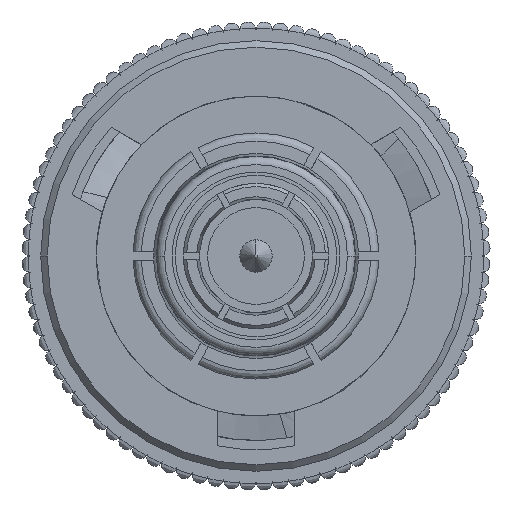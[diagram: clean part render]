
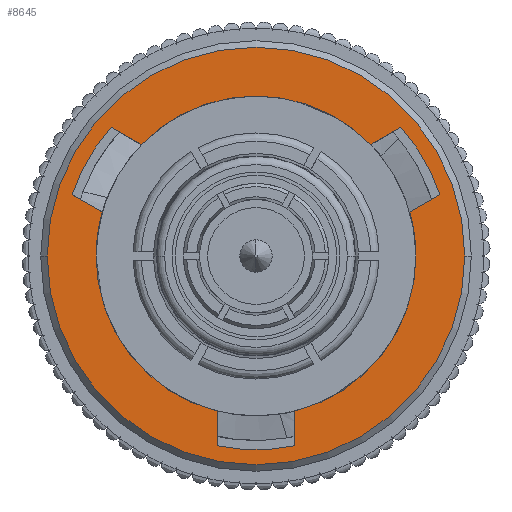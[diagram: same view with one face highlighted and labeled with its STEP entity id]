
A CAD part, left-side view. The second image highlights one B-rep face of the part: STEP entity #8645.
In plain terms, the highlighted face is planar.
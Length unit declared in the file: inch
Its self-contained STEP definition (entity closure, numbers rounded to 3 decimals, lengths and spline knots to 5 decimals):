
#211 = AXIS2_PLACEMENT_3D ( 'NONE', #6105, #25303, #27841 ) ;
#356 = LINE ( 'NONE', #8894, #26902 ) ;
#360 = VERTEX_POINT ( 'NONE', #10208 ) ;
#724 = ORIENTED_EDGE ( 'NONE', *, *, #21052, .T. ) ;
#819 = CARTESIAN_POINT ( 'NONE',  ( 0., -0.1357, -0.14004 ) ) ;
#1032 = DIRECTION ( 'NONE',  ( 0., 0., 1. ) ) ;
#1250 = EDGE_CURVE ( 'NONE', #34203, #25362, #24049, .T. ) ;
#1289 = VERTEX_POINT ( 'NONE', #819 ) ;
#2014 = VECTOR ( 'NONE', #25743, 39.37008 ) ;
#2165 = VERTEX_POINT ( 'NONE', #11234 ) ;
#2223 = CIRCLE ( 'NONE', #30006, 0.195 ) ;
#2494 = EDGE_CURVE ( 'NONE', #35572, #2165, #23699, .T. ) ;
#2525 = ORIENTED_EDGE ( 'NONE', *, *, #11477, .T. ) ;
#2791 = FACE_BOUND ( 'NONE', #20236, .T. ) ;
#2872 = DIRECTION ( 'NONE',  ( 0., 0., 1. ) ) ;
#2980 = VERTEX_POINT ( 'NONE', #27801 ) ;
#3048 = CARTESIAN_POINT ( 'NONE',  ( 0., 0., 0. ) ) ;
#3876 = CARTESIAN_POINT ( 'NONE',  ( 0., 0., 0. ) ) ;
#3944 = DIRECTION ( 'NONE',  ( -1., 0., 0. ) ) ;
#4023 = EDGE_CURVE ( 'NONE', #10516, #29757, #8932, .T. ) ;
#4199 = CARTESIAN_POINT ( 'NONE',  ( 0., 0., 0. ) ) ;
#4380 = AXIS2_PLACEMENT_3D ( 'NONE', #3048, #22074, #19549 ) ;
#4603 = EDGE_CURVE ( 'NONE', #1289, #7625, #22377, .T. ) ;
#4735 = CARTESIAN_POINT ( 'NONE',  ( 0., 0., -0.2545 ) ) ;
#5030 = VECTOR ( 'NONE', #28024, 39.37008 ) ;
#5412 = CARTESIAN_POINT ( 'NONE',  ( 0., -0.15683, -0.17664 ) ) ;
#5967 = AXIS2_PLACEMENT_3D ( 'NONE', #6561, #22874, #14923 ) ;
#6105 = CARTESIAN_POINT ( 'NONE',  ( 0., 0., 0. ) ) ;
#6561 = CARTESIAN_POINT ( 'NONE',  ( 0., 0., 0. ) ) ;
#6802 = CARTESIAN_POINT ( 'NONE',  ( 0., -0.07456, 0.22414 ) ) ;
#6880 = CARTESIAN_POINT ( 'NONE',  ( 0., 0., 0. ) ) ;
#7625 = VERTEX_POINT ( 'NONE', #5412 ) ;
#8369 = CIRCLE ( 'NONE', #13573, 0.195 ) ;
#8431 = DIRECTION ( 'NONE',  ( 0., 0., 1. ) ) ;
#8645 = ADVANCED_FACE ( 'NONE', ( #11141, #2791 ), #19280, .F. ) ;
#8894 = CARTESIAN_POINT ( 'NONE',  ( 0., -0.07456, 0.22414 ) ) ;
#8932 = CIRCLE ( 'NONE', #211, 0.195 ) ;
#9098 = CIRCLE ( 'NONE', #17773, 0.2545 ) ;
#9190 = CARTESIAN_POINT ( 'NONE',  ( 0., 0.2314, -0.0475 ) ) ;
#9652 = LINE ( 'NONE', #26278, #2014 ) ;
#9973 = CARTESIAN_POINT ( 'NONE',  ( 0., 0., 0. ) ) ;
#10208 = CARTESIAN_POINT ( 'NONE',  ( 0., 0., 0.2545 ) ) ;
#10273 = CARTESIAN_POINT ( 'NONE',  ( 0., -0.15683, 0.17664 ) ) ;
#10516 = VERTEX_POINT ( 'NONE', #19755 ) ;
#10836 = AXIS2_PLACEMENT_3D ( 'NONE', #9973, #18301, #34999 ) ;
#10914 = DIRECTION ( 'NONE',  ( 0., -0.5, 0.866 ) ) ;
#10935 = EDGE_LOOP ( 'NONE', ( #26634, #14591 ) ) ;
#11141 = FACE_OUTER_BOUND ( 'NONE', #10935, .T. ) ;
#11166 = DIRECTION ( 'NONE',  ( 0., -0.5, -0.866 ) ) ;
#11234 = CARTESIAN_POINT ( 'NONE',  ( 0., -0.1357, 0.14004 ) ) ;
#11441 = ORIENTED_EDGE ( 'NONE', *, *, #18094, .F. ) ;
#11477 = EDGE_CURVE ( 'NONE', #29757, #24116, #18777, .T. ) ;
#11980 = EDGE_CURVE ( 'NONE', #28169, #2980, #9652, .T. ) ;
#12561 = CIRCLE ( 'NONE', #10836, 0.2545 ) ;
#12942 = VERTEX_POINT ( 'NONE', #6802 ) ;
#13526 = EDGE_CURVE ( 'NONE', #10516, #12942, #356, .T. ) ;
#13573 = AXIS2_PLACEMENT_3D ( 'NONE', #28780, #3944, #1032 ) ;
#13714 = CARTESIAN_POINT ( 'NONE',  ( 0., 0., 0.195 ) ) ;
#13767 = CARTESIAN_POINT ( 'NONE',  ( 0., 0.2314, 0.0475 ) ) ;
#13926 = LINE ( 'NONE', #30959, #19273 ) ;
#14087 = EDGE_CURVE ( 'NONE', #25362, #24116, #18998, .T. ) ;
#14591 = ORIENTED_EDGE ( 'NONE', *, *, #22857, .F. ) ;
#14923 = DIRECTION ( 'NONE',  ( 0., 0., 1. ) ) ;
#15241 = ORIENTED_EDGE ( 'NONE', *, *, #11980, .F. ) ;
#15416 = ORIENTED_EDGE ( 'NONE', *, *, #25299, .F. ) ;
#15434 = ORIENTED_EDGE ( 'NONE', *, *, #14087, .F. ) ;
#15748 = CARTESIAN_POINT ( 'NONE',  ( 0., -0.15683, 0.17664 ) ) ;
#17204 = DIRECTION ( 'NONE',  ( 1., 0., 0. ) ) ;
#17548 = CARTESIAN_POINT ( 'NONE',  ( 0., 0., 0. ) ) ;
#17583 = ORIENTED_EDGE ( 'NONE', *, *, #34093, .F. ) ;
#17770 = ORIENTED_EDGE ( 'NONE', *, *, #1250, .F. ) ;
#17773 = AXIS2_PLACEMENT_3D ( 'NONE', #24249, #32609, #2872 ) ;
#17790 = CIRCLE ( 'NONE', #31088, 0.23622 ) ;
#18094 = EDGE_CURVE ( 'NONE', #26093, #34203, #13926, .T. ) ;
#18301 = DIRECTION ( 'NONE',  ( -1., 0., 0. ) ) ;
#18777 = CIRCLE ( 'NONE', #22823, 0.195 ) ;
#18998 = LINE ( 'NONE', #13767, #35641 ) ;
#19020 = ORIENTED_EDGE ( 'NONE', *, *, #13526, .F. ) ;
#19273 = VECTOR ( 'NONE', #22597, 39.37008 ) ;
#19280 = PLANE ( 'NONE',  #26781 ) ;
#19542 = EDGE_CURVE ( 'NONE', #26093, #30621, #8369, .T. ) ;
#19549 = DIRECTION ( 'NONE',  ( 0., 0., 1. ) ) ;
#19755 = CARTESIAN_POINT ( 'NONE',  ( 0., -0.05343, 0.18754 ) ) ;
#19983 = CARTESIAN_POINT ( 'NONE',  ( 0., 0.2314, 0.0475 ) ) ;
#20079 = DIRECTION ( 'NONE',  ( 0., 0., 1. ) ) ;
#20236 = EDGE_LOOP ( 'NONE', ( #29427, #26805, #15241, #15416, #31420, #724, #21489, #17583, #19020, #33200, #2525, #15434, #17770, #11441 ) ) ;
#20818 = DIRECTION ( 'NONE',  ( -1., 0., 0. ) ) ;
#21052 = EDGE_CURVE ( 'NONE', #1289, #2165, #27528, .T. ) ;
#21489 = ORIENTED_EDGE ( 'NONE', *, *, #2494, .F. ) ;
#22064 = DIRECTION ( 'NONE',  ( 0., -1., 0. ) ) ;
#22074 = DIRECTION ( 'NONE',  ( -1., 0., 0. ) ) ;
#22166 = CARTESIAN_POINT ( 'NONE',  ( 0., 0.195, 0. ) ) ;
#22377 = LINE ( 'NONE', #30895, #28610 ) ;
#22597 = DIRECTION ( 'NONE',  ( 0., 1., 0. ) ) ;
#22794 = EDGE_CURVE ( 'NONE', #360, #31999, #12561, .T. ) ;
#22823 = AXIS2_PLACEMENT_3D ( 'NONE', #3876, #25787, #31953 ) ;
#22857 = EDGE_CURVE ( 'NONE', #31999, #360, #9098, .T. ) ;
#22874 = DIRECTION ( 'NONE',  ( 1., 0., 0. ) ) ;
#23531 = DIRECTION ( 'NONE',  ( 0., 0., 1. ) ) ;
#23699 = LINE ( 'NONE', #15748, #5030 ) ;
#24049 = CIRCLE ( 'NONE', #33334, 0.23622 ) ;
#24116 = VERTEX_POINT ( 'NONE', #28676 ) ;
#24249 = CARTESIAN_POINT ( 'NONE',  ( 0., 0., 0. ) ) ;
#25299 = EDGE_CURVE ( 'NONE', #7625, #28169, #28542, .T. ) ;
#25303 = DIRECTION ( 'NONE',  ( -1., 0., 0. ) ) ;
#25362 = VERTEX_POINT ( 'NONE', #19983 ) ;
#25743 = DIRECTION ( 'NONE',  ( 0., 0.5, 0.866 ) ) ;
#25787 = DIRECTION ( 'NONE',  ( -1., 0., 0. ) ) ;
#26093 = VERTEX_POINT ( 'NONE', #30093 ) ;
#26120 = CARTESIAN_POINT ( 'NONE',  ( 0., -0.07456, -0.22414 ) ) ;
#26278 = CARTESIAN_POINT ( 'NONE',  ( 0., -0.07456, -0.22414 ) ) ;
#26634 = ORIENTED_EDGE ( 'NONE', *, *, #22794, .F. ) ;
#26781 = AXIS2_PLACEMENT_3D ( 'NONE', #22166, #33257, #8431 ) ;
#26805 = ORIENTED_EDGE ( 'NONE', *, *, #31050, .T. ) ;
#26836 = DIRECTION ( 'NONE',  ( 0., 0., 1. ) ) ;
#26902 = VECTOR ( 'NONE', #10914, 39.37008 ) ;
#27528 = CIRCLE ( 'NONE', #4380, 0.195 ) ;
#27801 = CARTESIAN_POINT ( 'NONE',  ( 0., -0.05343, -0.18754 ) ) ;
#27841 = DIRECTION ( 'NONE',  ( 0., 0., 1. ) ) ;
#28024 = DIRECTION ( 'NONE',  ( 0., 0.5, -0.866 ) ) ;
#28169 = VERTEX_POINT ( 'NONE', #26120 ) ;
#28542 = CIRCLE ( 'NONE', #5967, 0.23622 ) ;
#28610 = VECTOR ( 'NONE', #11166, 39.37008 ) ;
#28676 = CARTESIAN_POINT ( 'NONE',  ( 0., 0.18913, 0.0475 ) ) ;
#28780 = CARTESIAN_POINT ( 'NONE',  ( 0., 0., 0. ) ) ;
#29427 = ORIENTED_EDGE ( 'NONE', *, *, #19542, .T. ) ;
#29757 = VERTEX_POINT ( 'NONE', #13714 ) ;
#30006 = AXIS2_PLACEMENT_3D ( 'NONE', #6880, #20818, #23531 ) ;
#30093 = CARTESIAN_POINT ( 'NONE',  ( 0., 0.18913, -0.0475 ) ) ;
#30621 = VERTEX_POINT ( 'NONE', #31302 ) ;
#30895 = CARTESIAN_POINT ( 'NONE',  ( 0., -0.15683, -0.17664 ) ) ;
#30959 = CARTESIAN_POINT ( 'NONE',  ( 0., 0.2314, -0.0475 ) ) ;
#31050 = EDGE_CURVE ( 'NONE', #30621, #2980, #2223, .T. ) ;
#31088 = AXIS2_PLACEMENT_3D ( 'NONE', #17548, #17204, #20079 ) ;
#31302 = CARTESIAN_POINT ( 'NONE',  ( 0., 0., -0.195 ) ) ;
#31420 = ORIENTED_EDGE ( 'NONE', *, *, #4603, .F. ) ;
#31753 = DIRECTION ( 'NONE',  ( 1., 0., 0. ) ) ;
#31953 = DIRECTION ( 'NONE',  ( 0., 0., 1. ) ) ;
#31999 = VERTEX_POINT ( 'NONE', #4735 ) ;
#32609 = DIRECTION ( 'NONE',  ( -1., 0., 0. ) ) ;
#33200 = ORIENTED_EDGE ( 'NONE', *, *, #4023, .T. ) ;
#33257 = DIRECTION ( 'NONE',  ( -1., 0., 0. ) ) ;
#33334 = AXIS2_PLACEMENT_3D ( 'NONE', #4199, #31753, #26836 ) ;
#34093 = EDGE_CURVE ( 'NONE', #12942, #35572, #17790, .T. ) ;
#34203 = VERTEX_POINT ( 'NONE', #9190 ) ;
#34999 = DIRECTION ( 'NONE',  ( 0., 0., 1. ) ) ;
#35572 = VERTEX_POINT ( 'NONE', #10273 ) ;
#35641 = VECTOR ( 'NONE', #22064, 39.37008 ) ;
